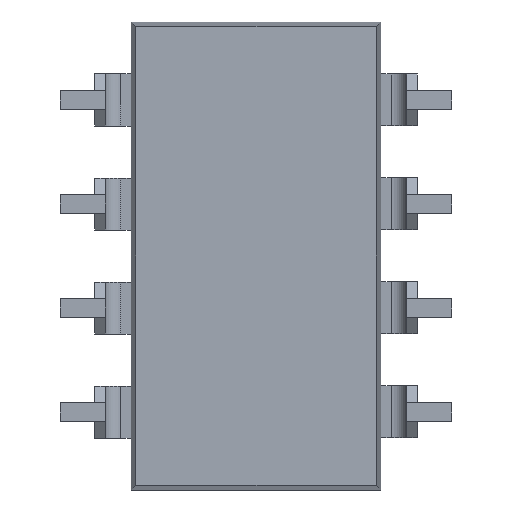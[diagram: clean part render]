
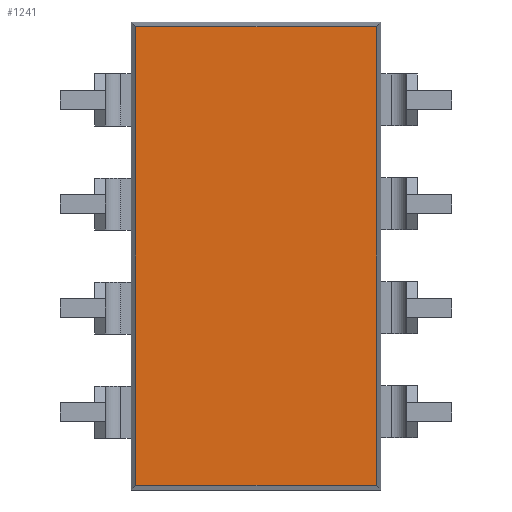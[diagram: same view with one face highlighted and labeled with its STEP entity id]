
A CAD part, front view. The second image highlights one B-rep face of the part: STEP entity #1241.
In plain terms, the highlighted planar face has unit normal (0, -1, 0).
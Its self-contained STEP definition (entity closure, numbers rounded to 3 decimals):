
#1241=ADVANCED_FACE('',(#2219),#2221,.T.);
#2219=FACE_BOUND('',#2220,.T.);
#2220=EDGE_LOOP('',(#3005,#3006,#3007,#3008));
#2221=PLANE('',#2222);
#2222=AXIS2_PLACEMENT_3D('',#2223,#2224,#2225);
#2223=CARTESIAN_POINT('',(0.762,0.381,-1.905));
#2224=DIRECTION('',(0.,-1.,0.));
#2225=DIRECTION('',(0.,0.,-1.));
#3005=ORIENTED_EDGE('',*,*,#3407,.T.);
#3006=ORIENTED_EDGE('',*,*,#3387,.T.);
#3007=ORIENTED_EDGE('',*,*,#3406,.T.);
#3008=ORIENTED_EDGE('',*,*,#3395,.T.);
#3387=EDGE_CURVE('',#4006,#4004,#4007,.T.);
#3395=EDGE_CURVE('',#4018,#4016,#4019,.T.);
#3406=EDGE_CURVE('',#4004,#4018,#4036,.T.);
#3407=EDGE_CURVE('',#4016,#4006,#4037,.T.);
#4004=VERTEX_POINT('',#5382);
#4006=VERTEX_POINT('',#5386);
#4007=LINE('',#5387,#5388);
#4016=VERTEX_POINT('',#5410);
#4018=VERTEX_POINT('',#5414);
#4019=LINE('',#5415,#5416);
#4036=LINE('',#5455,#5456);
#4037=LINE('',#5458,#5459);
#5382=CARTESIAN_POINT('',(0.873,0.381,-1.794));
#5386=CARTESIAN_POINT('',(0.873,0.381,9.414));
#5387=CARTESIAN_POINT('',(0.873,0.381,9.414));
#5388=VECTOR('',#5389,1.);
#5389=DIRECTION('',(0.,0.,-1.));
#5410=CARTESIAN_POINT('',(6.747,0.381,9.414));
#5414=CARTESIAN_POINT('',(6.747,0.381,-1.794));
#5415=CARTESIAN_POINT('',(6.747,0.381,-1.794));
#5416=VECTOR('',#5417,1.);
#5417=DIRECTION('',(0.,0.,1.));
#5455=CARTESIAN_POINT('',(0.873,0.381,-1.794));
#5456=VECTOR('',#5457,1.);
#5457=DIRECTION('',(1.,0.,0.));
#5458=CARTESIAN_POINT('',(6.747,0.381,9.414));
#5459=VECTOR('',#5460,1.);
#5460=DIRECTION('',(-1.,0.,0.));
